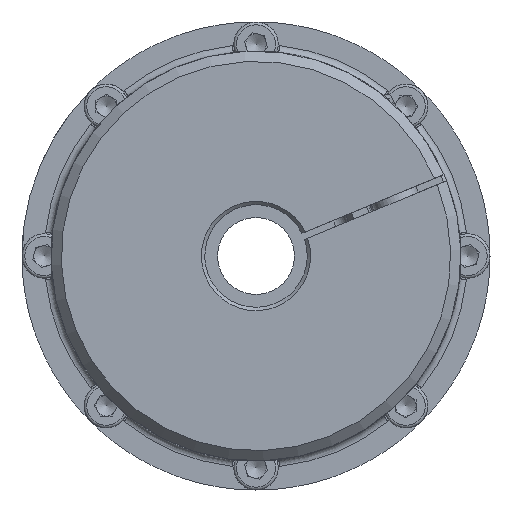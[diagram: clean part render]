
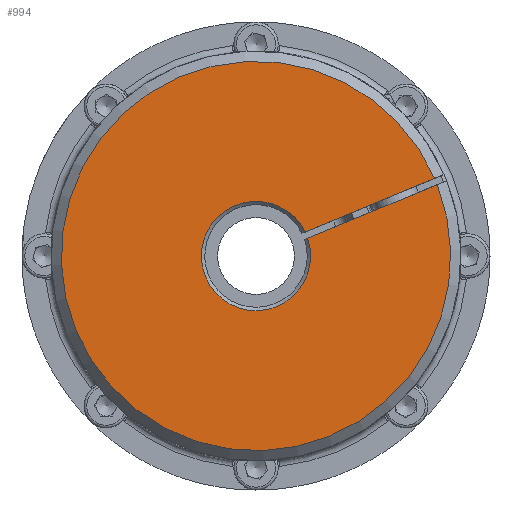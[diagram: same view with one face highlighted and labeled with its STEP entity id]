
A CAD part, left-side view. The second image highlights one B-rep face of the part: STEP entity #994.
In plain terms, the highlighted planar face has unit normal (-1, 0, 0).
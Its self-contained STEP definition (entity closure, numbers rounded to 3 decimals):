
#994 = ADVANCED_FACE( '', ( #2531 ), #2532, .F. );
#2531 = FACE_OUTER_BOUND( '', #4753, .T. );
#2532 = PLANE( '', #4754 );
#4753 = EDGE_LOOP( '', ( #7856, #7857, #7858, #7859 ) );
#4754 = AXIS2_PLACEMENT_3D( '', #7860, #7861, #7862 );
#7856 = ORIENTED_EDGE( '', *, *, #13092, .T. );
#7857 = ORIENTED_EDGE( '', *, *, #13093, .T. );
#7858 = ORIENTED_EDGE( '', *, *, #13094, .T. );
#7859 = ORIENTED_EDGE( '', *, *, #13095, .T. );
#7860 = CARTESIAN_POINT( '', ( -93.5, 40.305, 40.305 ) );
#7861 = DIRECTION( '', ( 1., 0., 0. ) );
#7862 = DIRECTION( '', ( 0., 1., 0. ) );
#13092 = EDGE_CURVE( '', #15912, #15913, #15914, .T. );
#13093 = EDGE_CURVE( '', #15913, #15915, #15916, .T. );
#13094 = EDGE_CURVE( '', #15915, #15917, #15918, .T. );
#13095 = EDGE_CURVE( '', #15917, #15912, #15919, .T. );
#15912 = VERTEX_POINT( '', #20759 );
#15913 = VERTEX_POINT( '', #20760 );
#15914 = LINE( '', #20761, #20762 );
#15915 = VERTEX_POINT( '', #20763 );
#15916 = CIRCLE( '', #20764, 16. );
#15917 = VERTEX_POINT( '', #20765 );
#15918 = LINE( '', #20766, #20767 );
#15919 = CIRCLE( '', #20768, 57. );
#20759 = CARTESIAN_POINT( '', ( -93.5, -53.036, 20.886 ) );
#20760 = CARTESIAN_POINT( '', ( -93.5, -15.136, 5.187 ) );
#20761 = CARTESIAN_POINT( '', ( -93.5, 19.77, -9.271 ) );
#20762 = VECTOR( '', #25943, 1000. );
#20763 = CARTESIAN_POINT( '', ( -93.5, -14.37, 7.035 ) );
#20764 = AXIS2_PLACEMENT_3D( '', #25944, #25945, #25946 );
#20765 = CARTESIAN_POINT( '', ( -93.5, -52.27, 22.733 ) );
#20766 = CARTESIAN_POINT( '', ( -93.5, 20.535, -7.424 ) );
#20767 = VECTOR( '', #25947, 1000. );
#20768 = AXIS2_PLACEMENT_3D( '', #25948, #25949, #25950 );
#25943 = DIRECTION( '', ( 0., 0.924, -0.383 ) );
#25944 = CARTESIAN_POINT( '', ( -93.5, 0., 0. ) );
#25945 = DIRECTION( '', ( 1., 0., 0. ) );
#25946 = DIRECTION( '', ( 0., 0., -1. ) );
#25947 = DIRECTION( '', ( 0., -0.924, 0.383 ) );
#25948 = CARTESIAN_POINT( '', ( -93.5, 0., 0. ) );
#25949 = DIRECTION( '', ( -1., 0., 0. ) );
#25950 = DIRECTION( '', ( 0., 0.707, 0.707 ) );
